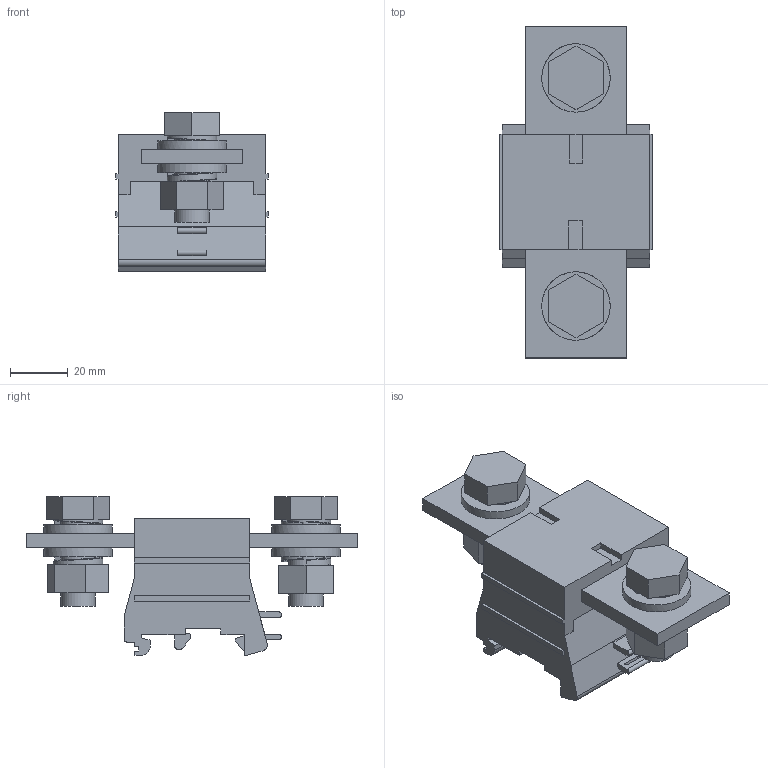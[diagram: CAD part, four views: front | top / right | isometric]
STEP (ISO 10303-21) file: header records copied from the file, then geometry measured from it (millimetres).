
FILE_DESCRIPTION(/* description */ ('Unknown'),/* implementation_level */ '2;1');
FILE_NAME(/* name */ 'DPBB185N_3D_SOLID',/* time_stamp */ '2024-11-15T10:42:16+05:00',/* author */ ('Unknown'),/* organization */ ('Unknown'),/* preprocessor_version */ 'ST-DEVELOPER v16.7',/* originating_system */ 'Solid Edge',/* authorisation */ 'Unknown');
FILE_SCHEMA (('AUTOMOTIVE_DESIGN {1 0 10303 214 3 1 1}'));
Length unit declared in the file: millimetre
Products named in the file (1): DPBB185N_3D_SOLID
Bounding box: 53 x 115 x 55 mm (x, y, z)
Volume: 121992.9 mm3; surface area: 29125 mm2
Topology: 1 solids, 2 shells, 200 faces, 537 edges, 361 vertices
Faces by surface type: plane 143, cylinder 31, bspline 24, cone 2
Full cylindrical faces by diameter (mm): 4.7 x1, 12 x4, 13 x2, 14 x4, 23.7 x4
Entity records: 8377 total; most frequent: CARTESIAN_POINT 2229, ORIENTED_EDGE 1018, DIRECTION 855, EDGE_CURVE 509, LINE 377, VECTOR 377, VERTEX_POINT 348, EDGE_LOOP 245
